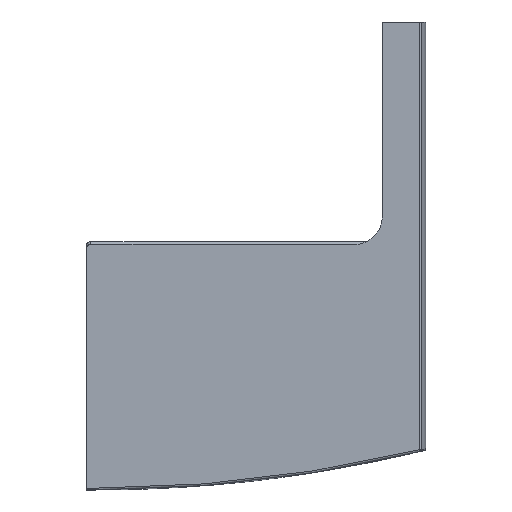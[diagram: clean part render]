
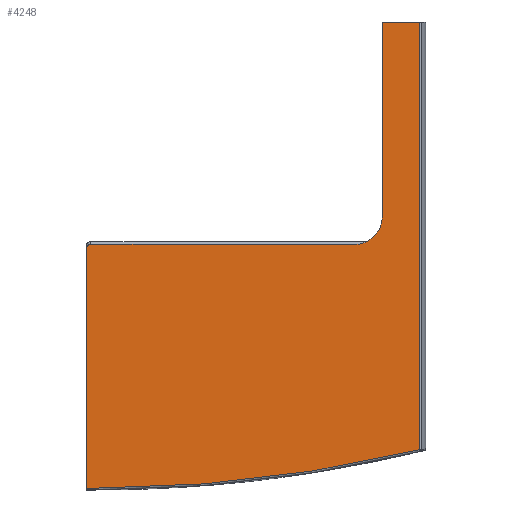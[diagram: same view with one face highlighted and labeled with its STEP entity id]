
A CAD part, left-side view. The second image highlights one B-rep face of the part: STEP entity #4248.
In plain terms, the highlighted planar face has unit normal (-1, 0, 0).
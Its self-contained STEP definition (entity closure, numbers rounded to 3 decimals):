
#260 = ORIENTED_EDGE ( 'NONE', *, *, #12678, .T. ) ;
#290 = VECTOR ( 'NONE', #9148, 1000. ) ;
#312 = CARTESIAN_POINT ( 'NONE',  ( -35.7, 15.6, -0.635 ) ) ;
#487 = VERTEX_POINT ( 'NONE', #8128 ) ;
#832 = CARTESIAN_POINT ( 'NONE',  ( -35.7, -34.8, -36.7 ) ) ;
#962 = EDGE_CURVE ( 'NONE', #8042, #10977, #10611, .T. ) ;
#1018 = DIRECTION ( 'NONE',  ( 0., 1., 0. ) ) ;
#1063 = CARTESIAN_POINT ( 'NONE',  ( -35.7, -34.8, -35.7 ) ) ;
#1231 = CARTESIAN_POINT ( 'NONE',  ( -35.7, -8.95, -36.2 ) ) ;
#1289 = DIRECTION ( 'NONE',  ( 0., 0., -1. ) ) ;
#1366 = ORIENTED_EDGE ( 'NONE', *, *, #11557, .T. ) ;
#1511 = CARTESIAN_POINT ( 'NONE',  ( -35.7, 15.6, -4.7 ) ) ;
#1643 = DIRECTION ( 'NONE',  ( 0., 1., 0. ) ) ;
#1833 = VERTEX_POINT ( 'NONE', #4960 ) ;
#1925 = VERTEX_POINT ( 'NONE', #3981 ) ;
#2236 = VECTOR ( 'NONE', #1018, 1000. ) ;
#2340 = DIRECTION ( 'NONE',  ( 0., 1., 0. ) ) ;
#2388 = VERTEX_POINT ( 'NONE', #1511 ) ;
#2557 = CARTESIAN_POINT ( 'NONE',  ( -35.7, -30.638, -0.635 ) ) ;
#2629 = CIRCLE ( 'NONE', #8855, 149.8 ) ;
#2777 = LINE ( 'NONE', #832, #2236 ) ;
#3126 = CARTESIAN_POINT ( 'NONE',  ( -35.7, -34.8, -35.7 ) ) ;
#3285 = VECTOR ( 'NONE', #1643, 1000. ) ;
#3362 = LINE ( 'NONE', #312, #8063 ) ;
#3537 = CARTESIAN_POINT ( 'NONE',  ( -35.7, -5.45, -7.7 ) ) ;
#3547 = DIRECTION ( 'NONE',  ( 0., -1., 0. ) ) ;
#3707 = DIRECTION ( 'NONE',  ( 0., -1., 0. ) ) ;
#3981 = CARTESIAN_POINT ( 'NONE',  ( -35.7, -8.95, -36.7 ) ) ;
#4198 = LINE ( 'NONE', #11190, #8034 ) ;
#4248 = ADVANCED_FACE ( 'NONE', ( #12503 ), #7395, .T. ) ;
#4321 = ORIENTED_EDGE ( 'NONE', *, *, #12773, .T. ) ;
#4831 = DIRECTION ( 'NONE',  ( 0., 0., 1. ) ) ;
#4960 = CARTESIAN_POINT ( 'NONE',  ( -35.7, -30.638, -0.635 ) ) ;
#5159 = AXIS2_PLACEMENT_3D ( 'NONE', #1231, #5252, #2340 ) ;
#5252 = DIRECTION ( 'NONE',  ( -1., 0., 0. ) ) ;
#5422 = CARTESIAN_POINT ( 'NONE',  ( -35.7, 0., 0. ) ) ;
#5530 = DIRECTION ( 'NONE',  ( -1., 0., 0. ) ) ;
#5763 = ORIENTED_EDGE ( 'NONE', *, *, #11032, .F. ) ;
#6155 = EDGE_CURVE ( 'NONE', #8912, #487, #12018, .T. ) ;
#6214 = DIRECTION ( 'NONE',  ( 0., -1., 0. ) ) ;
#6266 = DIRECTION ( 'NONE',  ( 0., 0., 1. ) ) ;
#6847 = ORIENTED_EDGE ( 'NONE', *, *, #6155, .F. ) ;
#7037 = CARTESIAN_POINT ( 'NONE',  ( -35.7, -8.45, -36.2 ) ) ;
#7065 = EDGE_CURVE ( 'NONE', #2388, #8042, #4198, .T. ) ;
#7262 = AXIS2_PLACEMENT_3D ( 'NONE', #3537, #7385, #6266 ) ;
#7385 = DIRECTION ( 'NONE',  ( 1., 0., 0. ) ) ;
#7395 = PLANE ( 'NONE',  #11080 ) ;
#7694 = LINE ( 'NONE', #2557, #3285 ) ;
#7849 = VERTEX_POINT ( 'NONE', #7037 ) ;
#7940 = ORIENTED_EDGE ( 'NONE', *, *, #7065, .T. ) ;
#8034 = VECTOR ( 'NONE', #6214, 1000. ) ;
#8042 = VERTEX_POINT ( 'NONE', #10448 ) ;
#8063 = VECTOR ( 'NONE', #1289, 1000. ) ;
#8128 = CARTESIAN_POINT ( 'NONE',  ( -35.7, -34.8, -36.7 ) ) ;
#8760 = VERTEX_POINT ( 'NONE', #11580 ) ;
#8855 = AXIS2_PLACEMENT_3D ( 'NONE', #10637, #5530, #3707 ) ;
#8874 = VECTOR ( 'NONE', #4831, 1000. ) ;
#8912 = VERTEX_POINT ( 'NONE', #3126 ) ;
#8949 = CARTESIAN_POINT ( 'NONE',  ( -35.7, -8.45, -36.2 ) ) ;
#9148 = DIRECTION ( 'NONE',  ( 0., 0., -1. ) ) ;
#9460 = EDGE_CURVE ( 'NONE', #8912, #1833, #2629, .T. ) ;
#9699 = EDGE_LOOP ( 'NONE', ( #1366, #7940, #12504, #5763, #4321, #10300, #6847, #11924, #260 ) ) ;
#10300 = ORIENTED_EDGE ( 'NONE', *, *, #11500, .F. ) ;
#10448 = CARTESIAN_POINT ( 'NONE',  ( -35.7, -5.45, -4.7 ) ) ;
#10611 = CIRCLE ( 'NONE', #7262, 3. ) ;
#10637 = CARTESIAN_POINT ( 'NONE',  ( -35.7, 115., -35.7 ) ) ;
#10977 = VERTEX_POINT ( 'NONE', #11226 ) ;
#11032 = EDGE_CURVE ( 'NONE', #7849, #10977, #11892, .T. ) ;
#11080 = AXIS2_PLACEMENT_3D ( 'NONE', #5422, #11395, #3547 ) ;
#11190 = CARTESIAN_POINT ( 'NONE',  ( -35.7, 15.6, -4.7 ) ) ;
#11212 = CIRCLE ( 'NONE', #5159, 0.5 ) ;
#11226 = CARTESIAN_POINT ( 'NONE',  ( -35.7, -8.45, -7.7 ) ) ;
#11395 = DIRECTION ( 'NONE',  ( -1., 0., 0. ) ) ;
#11500 = EDGE_CURVE ( 'NONE', #487, #1925, #2777, .T. ) ;
#11557 = EDGE_CURVE ( 'NONE', #8760, #2388, #3362, .T. ) ;
#11580 = CARTESIAN_POINT ( 'NONE',  ( -35.7, 15.6, -0.635 ) ) ;
#11892 = LINE ( 'NONE', #8949, #8874 ) ;
#11924 = ORIENTED_EDGE ( 'NONE', *, *, #9460, .T. ) ;
#12018 = LINE ( 'NONE', #1063, #290 ) ;
#12503 = FACE_OUTER_BOUND ( 'NONE', #9699, .T. ) ;
#12504 = ORIENTED_EDGE ( 'NONE', *, *, #962, .T. ) ;
#12678 = EDGE_CURVE ( 'NONE', #1833, #8760, #7694, .T. ) ;
#12773 = EDGE_CURVE ( 'NONE', #7849, #1925, #11212, .T. ) ;
